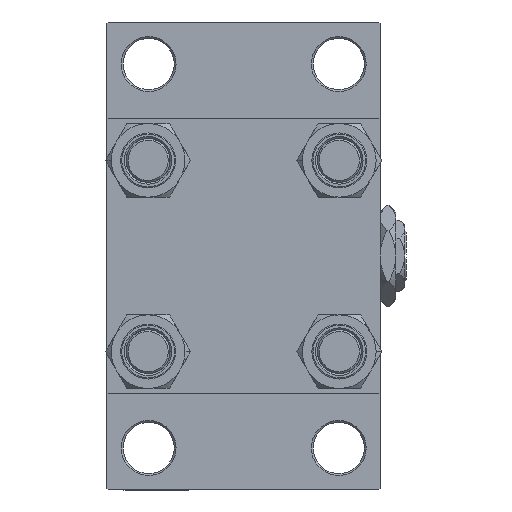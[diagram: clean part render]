
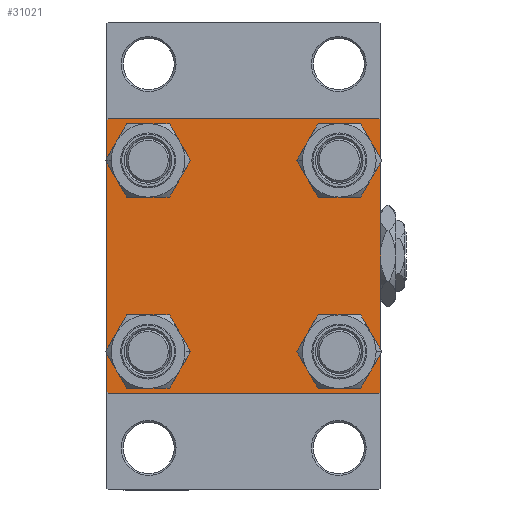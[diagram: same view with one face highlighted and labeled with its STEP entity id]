
A CAD part, left-side view. The second image highlights one B-rep face of the part: STEP entity #31021.
In plain terms, the highlighted planar face has unit normal (-1, 0, 0).
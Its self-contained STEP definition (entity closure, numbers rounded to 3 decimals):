
#402 = LINE ( 'NONE', #45273, #34937 ) ;
#815 = VERTEX_POINT ( 'NONE', #25862 ) ;
#1026 = CARTESIAN_POINT ( 'NONE',  ( 0., 26.15, -19.65 ) ) ;
#1423 = AXIS2_PLACEMENT_3D ( 'NONE', #34440, #48906, #7528 ) ;
#2234 = AXIS2_PLACEMENT_3D ( 'NONE', #27465, #4507, #23474 ) ;
#2360 = LINE ( 'NONE', #40730, #14069 ) ;
#2424 = CARTESIAN_POINT ( 'NONE',  ( 0., 26.15, 32.65 ) ) ;
#2441 = CARTESIAN_POINT ( 'NONE',  ( 0., -26.15, 26.15 ) ) ;
#2443 = CARTESIAN_POINT ( 'NONE',  ( 0., 26.15, 19.65 ) ) ;
#2699 = AXIS2_PLACEMENT_3D ( 'NONE', #2441, #45055, #48296 ) ;
#3042 = ORIENTED_EDGE ( 'NONE', *, *, #19401, .T. ) ;
#3089 = AXIS2_PLACEMENT_3D ( 'NONE', #27709, #34681, #5006 ) ;
#3111 = CARTESIAN_POINT ( 'NONE',  ( 0., 37.5, 37.5 ) ) ;
#3133 = CARTESIAN_POINT ( 'NONE',  ( 0., -26.15, 19.65 ) ) ;
#3258 = DIRECTION ( 'NONE',  ( 1., 0., 0. ) ) ;
#3275 = VERTEX_POINT ( 'NONE', #1026 ) ;
#3600 = DIRECTION ( 'NONE',  ( 0., 0., -1. ) ) ;
#3648 = DIRECTION ( 'NONE',  ( 0., -1., 0. ) ) ;
#4507 = DIRECTION ( 'NONE',  ( 1., 0., 0. ) ) ;
#4601 = CIRCLE ( 'NONE', #1423, 6.5 ) ;
#4605 = FACE_OUTER_BOUND ( 'NONE', #16489, .T. ) ;
#4694 = VERTEX_POINT ( 'NONE', #48040 ) ;
#4839 = ORIENTED_EDGE ( 'NONE', *, *, #32716, .T. ) ;
#4856 = DIRECTION ( 'NONE',  ( -1., 0., 0. ) ) ;
#4876 = CIRCLE ( 'NONE', #5700, 6.5 ) ;
#4900 = EDGE_CURVE ( 'NONE', #36799, #38092, #4876, .T. ) ;
#5006 = DIRECTION ( 'NONE',  ( 0., 0., 1. ) ) ;
#5088 = CIRCLE ( 'NONE', #2699, 6.5 ) ;
#5672 = DIRECTION ( 'NONE',  ( 1., 0., 0. ) ) ;
#5700 = AXIS2_PLACEMENT_3D ( 'NONE', #30175, #3258, #15230 ) ;
#5756 = ORIENTED_EDGE ( 'NONE', *, *, #41383, .T. ) ;
#6650 = ORIENTED_EDGE ( 'NONE', *, *, #26869, .T. ) ;
#7528 = DIRECTION ( 'NONE',  ( 0., 0., 1. ) ) ;
#7748 = CARTESIAN_POINT ( 'NONE',  ( 0., 37.25, -37.25 ) ) ;
#8050 = VERTEX_POINT ( 'NONE', #36715 ) ;
#8254 = LINE ( 'NONE', #7748, #36049 ) ;
#8290 = CIRCLE ( 'NONE', #40129, 6.5 ) ;
#8367 = FACE_BOUND ( 'NONE', #25652, .T. ) ;
#9219 = CARTESIAN_POINT ( 'NONE',  ( 0., -26.15, 32.65 ) ) ;
#9261 = CIRCLE ( 'NONE', #36335, 6.5 ) ;
#9516 = DIRECTION ( 'NONE',  ( 1., 0., 0. ) ) ;
#10831 = VERTEX_POINT ( 'NONE', #30195 ) ;
#11175 = ORIENTED_EDGE ( 'NONE', *, *, #36594, .T. ) ;
#11710 = VERTEX_POINT ( 'NONE', #12517 ) ;
#12517 = CARTESIAN_POINT ( 'NONE',  ( 0., -37.5, 37. ) ) ;
#13713 = VERTEX_POINT ( 'NONE', #16330 ) ;
#14013 = VERTEX_POINT ( 'NONE', #30454 ) ;
#14069 = VECTOR ( 'NONE', #47974, 1000. ) ;
#14375 = AXIS2_PLACEMENT_3D ( 'NONE', #43655, #9516, #20522 ) ;
#14588 = LINE ( 'NONE', #3111, #38890 ) ;
#14680 = DIRECTION ( 'NONE',  ( 1., 0., 0. ) ) ;
#15053 = VECTOR ( 'NONE', #31208, 1000. ) ;
#15186 = EDGE_LOOP ( 'NONE', ( #42077, #11175 ) ) ;
#15230 = DIRECTION ( 'NONE',  ( 0., 0., 1. ) ) ;
#15683 = ORIENTED_EDGE ( 'NONE', *, *, #35256, .T. ) ;
#16330 = CARTESIAN_POINT ( 'NONE',  ( 0., -37.5, -37. ) ) ;
#16489 = EDGE_LOOP ( 'NONE', ( #4839, #5756, #42345, #43718, #25501, #21556, #31924, #15683 ) ) ;
#16502 = CARTESIAN_POINT ( 'NONE',  ( 0., -37.25, -37.25 ) ) ;
#18310 = AXIS2_PLACEMENT_3D ( 'NONE', #39014, #4856, #24068 ) ;
#18330 = EDGE_LOOP ( 'NONE', ( #43991, #3042 ) ) ;
#19401 = EDGE_CURVE ( 'NONE', #14013, #815, #9261, .T. ) ;
#19849 = PLANE ( 'NONE',  #18310 ) ;
#20522 = DIRECTION ( 'NONE',  ( 0., 0., 1. ) ) ;
#21061 = EDGE_CURVE ( 'NONE', #10831, #24769, #2360, .T. ) ;
#21445 = CARTESIAN_POINT ( 'NONE',  ( 0., -37.25, 37.25 ) ) ;
#21556 = ORIENTED_EDGE ( 'NONE', *, *, #40373, .T. ) ;
#23474 = DIRECTION ( 'NONE',  ( 0., 0., 1. ) ) ;
#23573 = FACE_BOUND ( 'NONE', #15186, .T. ) ;
#23818 = FACE_BOUND ( 'NONE', #30660, .T. ) ;
#24068 = DIRECTION ( 'NONE',  ( 0., 0., 1. ) ) ;
#24769 = VERTEX_POINT ( 'NONE', #38566 ) ;
#25501 = ORIENTED_EDGE ( 'NONE', *, *, #33958, .F. ) ;
#25652 = EDGE_LOOP ( 'NONE', ( #26773, #33865 ) ) ;
#25823 = LINE ( 'NONE', #41249, #46182 ) ;
#25862 = CARTESIAN_POINT ( 'NONE',  ( 0., -26.15, -19.65 ) ) ;
#26135 = DIRECTION ( 'NONE',  ( 0., 0., 1. ) ) ;
#26295 = EDGE_CURVE ( 'NONE', #48824, #44588, #46792, .T. ) ;
#26773 = ORIENTED_EDGE ( 'NONE', *, *, #4900, .T. ) ;
#26869 = EDGE_CURVE ( 'NONE', #3275, #37794, #4601, .T. ) ;
#27465 = CARTESIAN_POINT ( 'NONE',  ( 0., 26.15, 26.15 ) ) ;
#27709 = CARTESIAN_POINT ( 'NONE',  ( 0., -26.15, -26.15 ) ) ;
#28273 = EDGE_CURVE ( 'NONE', #29186, #32934, #402, .T. ) ;
#28675 = LINE ( 'NONE', #16502, #46434 ) ;
#28723 = CIRCLE ( 'NONE', #14375, 6.5 ) ;
#29186 = VERTEX_POINT ( 'NONE', #47889 ) ;
#30175 = CARTESIAN_POINT ( 'NONE',  ( 0., -26.15, 26.15 ) ) ;
#30195 = CARTESIAN_POINT ( 'NONE',  ( 0., 37., -37.5 ) ) ;
#30454 = CARTESIAN_POINT ( 'NONE',  ( 0., -26.15, -32.65 ) ) ;
#30660 = EDGE_LOOP ( 'NONE', ( #6650, #42561 ) ) ;
#30686 = DIRECTION ( 'NONE',  ( 0., -0.707, -0.707 ) ) ;
#30960 = CIRCLE ( 'NONE', #3089, 6.5 ) ;
#31021 = ADVANCED_FACE ( 'NONE', ( #8367, #46747, #23818, #23573, #4605 ), #19849, .T. ) ;
#31208 = DIRECTION ( 'NONE',  ( 0., 0., -1. ) ) ;
#31924 = ORIENTED_EDGE ( 'NONE', *, *, #28273, .F. ) ;
#32145 = EDGE_CURVE ( 'NONE', #815, #14013, #30960, .T. ) ;
#32716 = EDGE_CURVE ( 'NONE', #4694, #8050, #14588, .T. ) ;
#32934 = VERTEX_POINT ( 'NONE', #32978 ) ;
#32978 = CARTESIAN_POINT ( 'NONE',  ( 0., -37., 37.5 ) ) ;
#33045 = DIRECTION ( 'NONE',  ( 0., 0.707, -0.707 ) ) ;
#33865 = ORIENTED_EDGE ( 'NONE', *, *, #48034, .T. ) ;
#33911 = CARTESIAN_POINT ( 'NONE',  ( 0., 26.15, -32.65 ) ) ;
#33958 = EDGE_CURVE ( 'NONE', #11710, #13713, #38687, .T. ) ;
#34440 = CARTESIAN_POINT ( 'NONE',  ( 0., 26.15, -26.15 ) ) ;
#34681 = DIRECTION ( 'NONE',  ( 1., 0., 0. ) ) ;
#34937 = VECTOR ( 'NONE', #3648, 1000. ) ;
#35256 = EDGE_CURVE ( 'NONE', #29186, #4694, #25823, .T. ) ;
#36049 = VECTOR ( 'NONE', #30686, 1000. ) ;
#36335 = AXIS2_PLACEMENT_3D ( 'NONE', #44097, #14680, #26135 ) ;
#36336 = CARTESIAN_POINT ( 'NONE',  ( 0., 26.15, -26.15 ) ) ;
#36594 = EDGE_CURVE ( 'NONE', #44588, #48824, #28723, .T. ) ;
#36619 = DIRECTION ( 'NONE',  ( 0., 0.707, 0.707 ) ) ;
#36715 = CARTESIAN_POINT ( 'NONE',  ( 0., 37.5, -37. ) ) ;
#36799 = VERTEX_POINT ( 'NONE', #9219 ) ;
#37794 = VERTEX_POINT ( 'NONE', #33911 ) ;
#38092 = VERTEX_POINT ( 'NONE', #3133 ) ;
#38377 = VECTOR ( 'NONE', #36619, 1000. ) ;
#38566 = CARTESIAN_POINT ( 'NONE',  ( 0., -37., -37.5 ) ) ;
#38687 = LINE ( 'NONE', #42417, #15053 ) ;
#38890 = VECTOR ( 'NONE', #3600, 1000. ) ;
#39014 = CARTESIAN_POINT ( 'NONE',  ( 0., 0., 0. ) ) ;
#39885 = DIRECTION ( 'NONE',  ( 0., -0.707, 0.707 ) ) ;
#40129 = AXIS2_PLACEMENT_3D ( 'NONE', #36336, #5672, #43802 ) ;
#40373 = EDGE_CURVE ( 'NONE', #11710, #32934, #44348, .T. ) ;
#40730 = CARTESIAN_POINT ( 'NONE',  ( 0., 37.5, -37.5 ) ) ;
#41249 = CARTESIAN_POINT ( 'NONE',  ( 0., 37.25, 37.25 ) ) ;
#41383 = EDGE_CURVE ( 'NONE', #8050, #10831, #8254, .T. ) ;
#42077 = ORIENTED_EDGE ( 'NONE', *, *, #26295, .T. ) ;
#42345 = ORIENTED_EDGE ( 'NONE', *, *, #21061, .T. ) ;
#42417 = CARTESIAN_POINT ( 'NONE',  ( 0., -37.5, 37.5 ) ) ;
#42561 = ORIENTED_EDGE ( 'NONE', *, *, #48858, .T. ) ;
#43655 = CARTESIAN_POINT ( 'NONE',  ( 0., 26.15, 26.15 ) ) ;
#43718 = ORIENTED_EDGE ( 'NONE', *, *, #46774, .T. ) ;
#43802 = DIRECTION ( 'NONE',  ( 0., 0., 1. ) ) ;
#43991 = ORIENTED_EDGE ( 'NONE', *, *, #32145, .T. ) ;
#44097 = CARTESIAN_POINT ( 'NONE',  ( 0., -26.15, -26.15 ) ) ;
#44348 = LINE ( 'NONE', #21445, #38377 ) ;
#44588 = VERTEX_POINT ( 'NONE', #2443 ) ;
#45055 = DIRECTION ( 'NONE',  ( 1., 0., 0. ) ) ;
#45273 = CARTESIAN_POINT ( 'NONE',  ( 0., 37.5, 37.5 ) ) ;
#46182 = VECTOR ( 'NONE', #33045, 1000. ) ;
#46434 = VECTOR ( 'NONE', #39885, 1000. ) ;
#46747 = FACE_BOUND ( 'NONE', #18330, .T. ) ;
#46774 = EDGE_CURVE ( 'NONE', #24769, #13713, #28675, .T. ) ;
#46792 = CIRCLE ( 'NONE', #2234, 6.5 ) ;
#47889 = CARTESIAN_POINT ( 'NONE',  ( 0., 37., 37.5 ) ) ;
#47974 = DIRECTION ( 'NONE',  ( 0., -1., 0. ) ) ;
#48034 = EDGE_CURVE ( 'NONE', #38092, #36799, #5088, .T. ) ;
#48040 = CARTESIAN_POINT ( 'NONE',  ( 0., 37.5, 37. ) ) ;
#48296 = DIRECTION ( 'NONE',  ( 0., 0., 1. ) ) ;
#48824 = VERTEX_POINT ( 'NONE', #2424 ) ;
#48858 = EDGE_CURVE ( 'NONE', #37794, #3275, #8290, .T. ) ;
#48906 = DIRECTION ( 'NONE',  ( 1., 0., 0. ) ) ;
